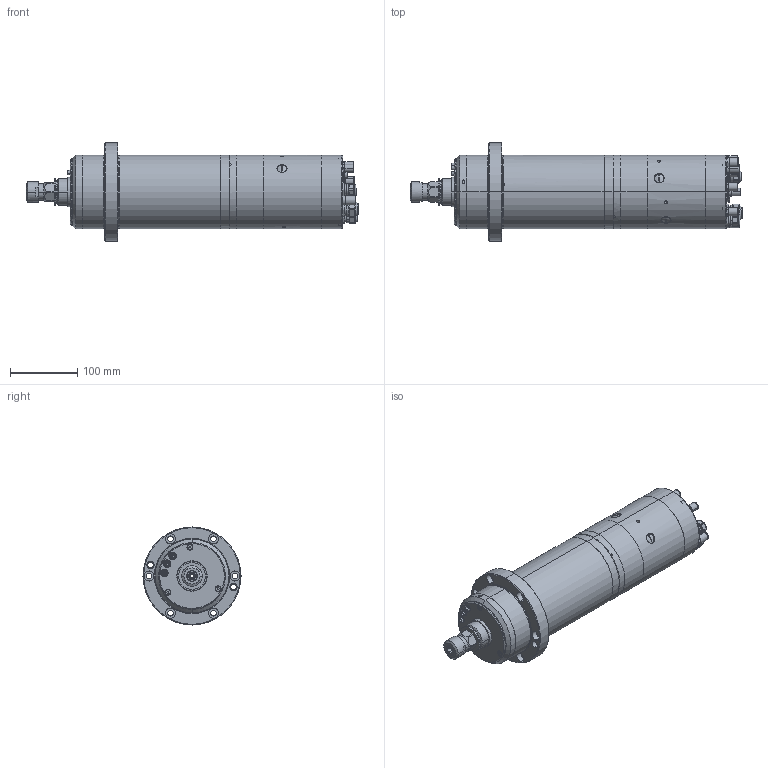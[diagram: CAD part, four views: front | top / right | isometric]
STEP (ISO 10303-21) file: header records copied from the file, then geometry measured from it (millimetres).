
FILE_DESCRIPTION (( 'STEP AP203' ), '1' );
FILE_NAME ('110A30FHK-01-.STEP', '2012-10-23T12:46:18', ( '' ), ( '' ), 'SwSTEP 2.0', 'SolidWorks 2012', '' );
FILE_SCHEMA (( 'CONFIG_CONTROL_DESIGN' ));
Length unit declared in the file: millimetre
Products named in the file (1): 110A30FHK-01-
Bounding box: 494.46 x 146 x 146 mm (x, y, z)
Surface area: 235474.5 mm2 (no closed solid volume)
Topology: 0 solids, 71 shells, 786 faces, 2451 edges, 1743 vertices
Faces by surface type: cylinder 338, plane 293, cone 96, torus 47, sphere 12
Entity records: 29126 total; most frequent: CARTESIAN_POINT 6469, DIRECTION 5195, ORIENTED_EDGE 3939, EDGE_CURVE 2428, AXIS2_PLACEMENT_3D 2086, VERTEX_POINT 1734, CIRCLE 1299, EDGE_LOOP 1051
